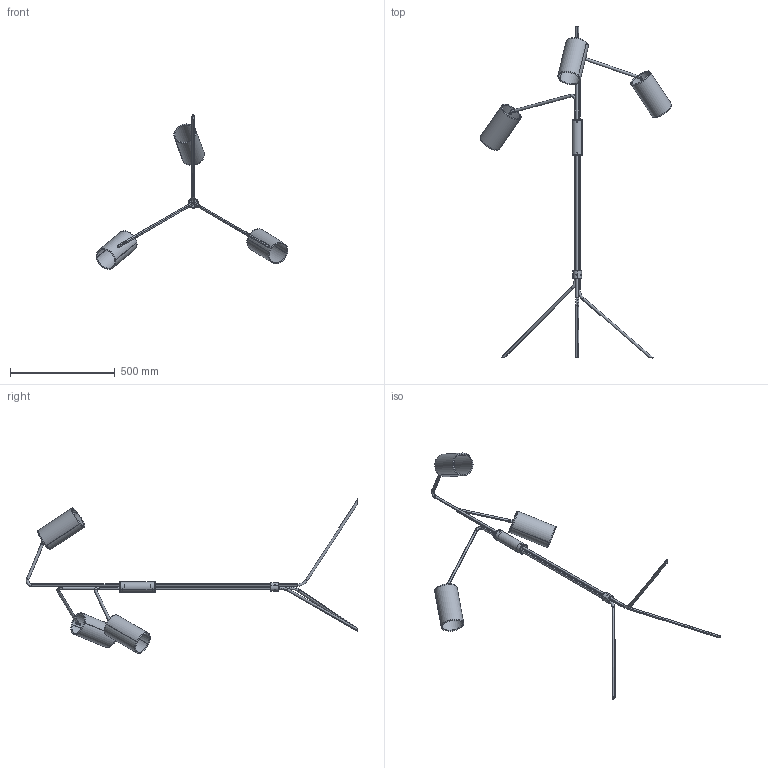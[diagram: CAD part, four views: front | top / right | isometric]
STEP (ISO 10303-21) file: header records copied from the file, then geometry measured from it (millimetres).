
FILE_DESCRIPTION (( 'STEP AP214' ), '1' );
FILE_NAME ('ARRAY FLOOR_Customer CAD.STEP', '2015-05-13T15:26:44', ( '' ), ( '' ), 'SwSTEP 2.0', 'SolidWorks 2012', '' );
FILE_SCHEMA (( 'AUTOMOTIVE_DESIGN' ));
Length unit declared in the file: millimetre
Products named in the file (16): ARRAY FLOOR BOSS ASSEM_09-12_Customer CAD; ARRAY FLOOR BOT BOSS_09-12; ARRAY FLOOR TOP BOSS CASING; ARRAY FLOOR LEG CLAMP BOSS; ARRAY SHADE_Customer CAD; Walter Logan Part NR 450 A; Walter Logan Part NR 450 A (2); Array Floor Leg Clamp; ARRAY FLOOR BACK RIGHT ARM (SHRT); ARRAY FLOOR FRONT ARM (SHRT); ARRAY FLOOR BACK LEFT ARM (SHRT); ARRAY FLOOR FRONT LEG SK51; ARRAY FLOOR BACK RIGHT LEG; ARRAY FLOOR BACK LEFT LEG; ARRAY FLOOR_Customer CAD
Assembly tree (20 placements, depth 3):
  ARRAY FLOOR_Customer CAD
    ARRAY FLOOR BACK LEFT LEG
    ARRAY FLOOR BACK RIGHT LEG
    ARRAY FLOOR FRONT LEG SK51
    ARRAY FLOOR BACK LEFT ARM (SHRT)
    ARRAY FLOOR FRONT ARM (SHRT)
    ARRAY FLOOR BACK RIGHT ARM (SHRT)
    Array Floor Leg Clamp
    Walter Logan Part NR 450 A  x3
      Walter Logan Part NR 450 A
      Walter Logan Part NR 450 A (2)
    ARRAY SHADE_Customer CAD  x3
    ARRAY FLOOR LEG CLAMP BOSS
    ARRAY FLOOR BOSS ASSEM_09-12_Customer CAD
      ARRAY FLOOR TOP BOSS CASING
      ARRAY FLOOR BOT BOSS_09-12  x2
Bounding box: 915.25 x 1585.44 x 738.22 mm (x, y, z)
Volume: 689374.8 mm3; surface area: 925474.2 mm2
Topology: 24 solids, 24 shells, 574 faces, 1452 edges, 905 vertices
Faces by surface type: cylinder 233, plane 125, torus 114, bspline 63, sphere 24, cone 15
Entity records: 15236 total; most frequent: CARTESIAN_POINT 6205, DIRECTION 1734, ORIENTED_EDGE 1622, EDGE_CURVE 811, AXIS2_PLACEMENT_3D 748, VERTEX_POINT 516, CIRCLE 412, EDGE_LOOP 405
